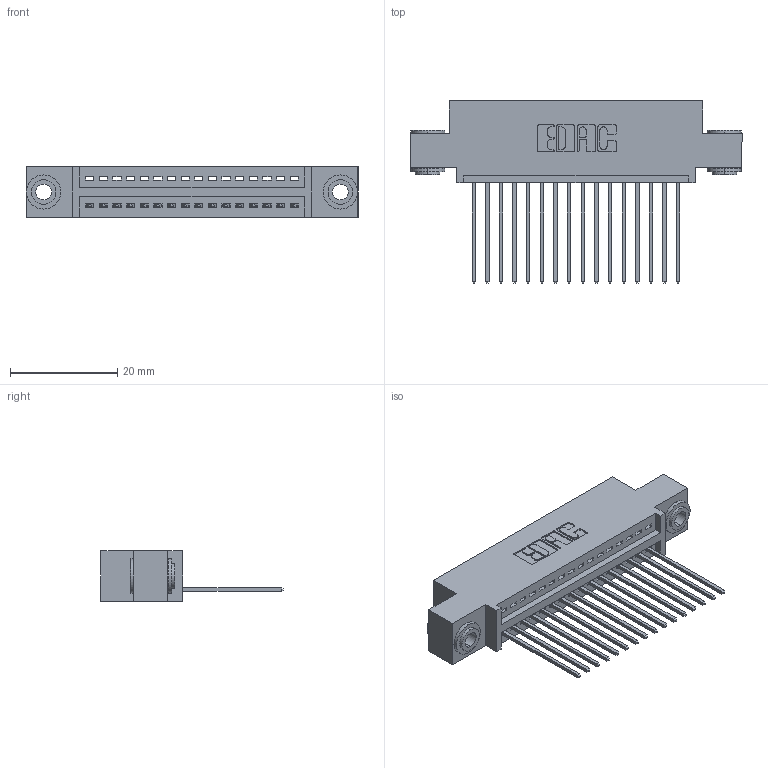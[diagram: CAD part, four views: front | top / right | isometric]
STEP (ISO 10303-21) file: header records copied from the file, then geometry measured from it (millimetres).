
FILE_DESCRIPTION (( 'STEP AP203' ), '1' );
FILE_NAME ('345-016-541-403.STEP', '2018-08-18T23:39:14', ( '' ), ( '' ), 'SwSTEP 2.0', 'SolidWorks 2016', '' );
FILE_SCHEMA (( 'CONFIG_CONTROL_DESIGN' ));
Length unit declared in the file: inch
Products named in the file (4): 345 Part_0.110 Offset - 0.156 Dia-TH; 345-292-001_345-293-141; 345-250-002_345-250-002-102; 345-016-541-403
Assembly tree (19 placements, depth 2):
  345-016-541-403
    345 Part_0.110 Offset - 0.156 Dia-TH
    345-292-001_345-293-141  x16
    345-250-002_345-250-002-102  x2
Bounding box: 61.85 x 33.96 x 9.4 mm (x, y, z)
Volume: 5660.3 mm3; surface area: 7775.7 mm2
Topology: 19 solids, 19 shells, 1096 faces, 3245 edges, 2138 vertices
Faces by surface type: plane 734, cylinder 354, cone 8
Entity records: 16342 total; most frequent: CARTESIAN_POINT 2811, ORIENTED_EDGE 2754, DIRECTION 2523, EDGE_CURVE 1377, LINE 1157, VECTOR 1157, VERTEX_POINT 914, AXIS2_PLACEMENT_3D 683
